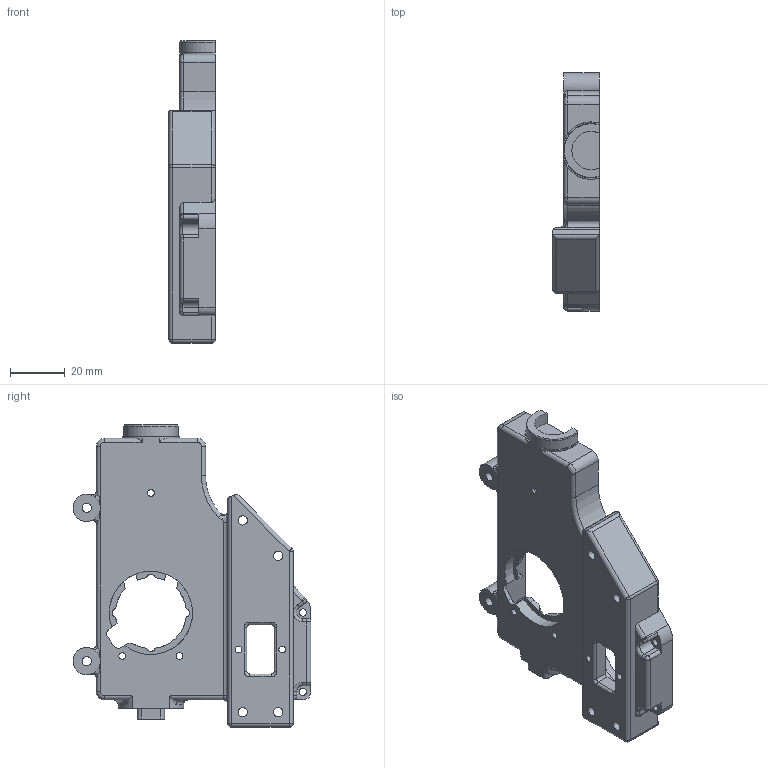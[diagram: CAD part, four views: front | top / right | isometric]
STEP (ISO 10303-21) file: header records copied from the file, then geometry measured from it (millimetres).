
FILE_DESCRIPTION(/* description */ ('STEP AP242','CAx-IF Rec.Pracs.---Representation and Presentation of Product Manufacturing Information (PMI)---4.0---2014-10-13','CAx-IF Rec.Pracs.---3D Tessellated Geometry---0.4---2014-09-14','2;1'),/* implementation_level */ '2;1');
FILE_NAME(/* name */ '6248bd42a98a8c27c7d6033a',/* time_stamp */ '2022-04-02T21:16:50+00:00',/* author */ (''),/* organization */ (''),/* preprocessor_version */ 'ST-DEVELOPER v18.101',/* originating_system */ ' ',/* authorisation */ ' ');
FILE_SCHEMA (('AP242_MANAGED_MODEL_BASED_3D_ENGINEERING_MIM_LF { 1 0 10303 442 1 1 4 }'));
Length unit declared in the file: metre
Products named in the file (1): static_hip_base_shell
Bounding box: 17 x 87.09 x 110.76 mm (x, y, z)
Volume: 37281.5 mm3; surface area: 25332.6 mm2
Topology: 1 solids, 1 shells, 335 faces, 867 edges, 513 vertices
Faces by surface type: cylinder 158, plane 88, torus 37, bspline 27, sphere 20, cone 5
Full cylindrical faces by diameter (mm): 2.5 x5, 2.65 x8, 3 x2, 3.4 x6, 6 x3, 7.96 x1, 12 x1, 32 x1
Entity records: 10423 total; most frequent: CARTESIAN_POINT 2483, DIRECTION 1734, ORIENTED_EDGE 1598, EDGE_CURVE 799, AXIS2_PLACEMENT_3D 706, VERTEX_POINT 501, EDGE_LOOP 406, FACE_BOUND 406
